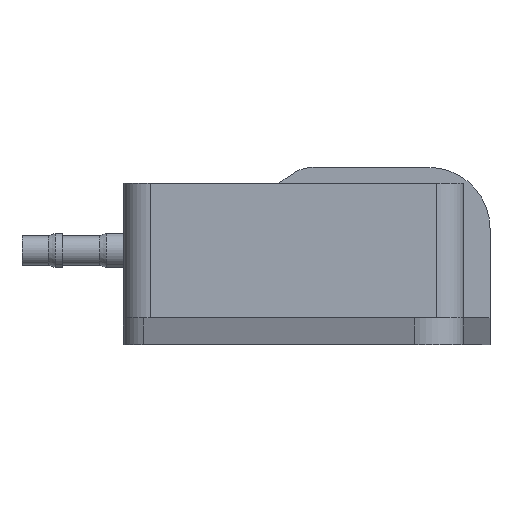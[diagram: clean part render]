
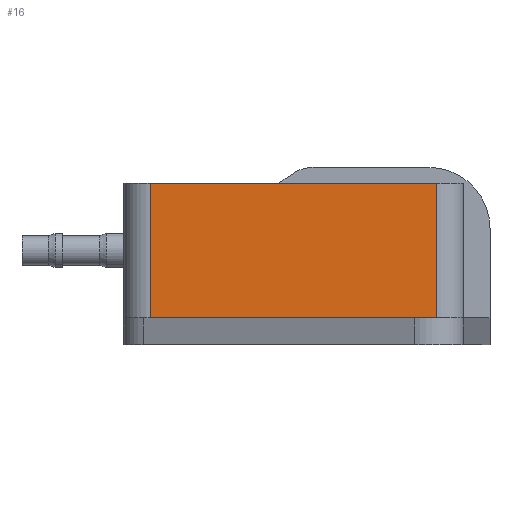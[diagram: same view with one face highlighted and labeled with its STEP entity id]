
A CAD part, front view. The second image highlights one B-rep face of the part: STEP entity #16.
In plain terms, the highlighted planar face has unit normal (0, -1, 0).
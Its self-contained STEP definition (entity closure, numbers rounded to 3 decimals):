
#16 = ADVANCED_FACE ( 'NONE', ( #1306 ), #923, .F. ) ;
#38 = EDGE_CURVE ( 'NONE', #1072, #557, #896, .T. ) ;
#91 = EDGE_CURVE ( 'NONE', #1077, #1098, #1317, .T. ) ;
#174 = EDGE_CURVE ( 'NONE', #1077, #1072, #2377, .T. ) ;
#204 = EDGE_CURVE ( 'NONE', #1098, #557, #2112, .T. ) ;
#362 = ORIENTED_EDGE ( 'NONE', *, *, #174, .T. ) ;
#412 = ORIENTED_EDGE ( 'NONE', *, *, #38, .T. ) ;
#460 = EDGE_LOOP ( 'NONE', ( #412, #512, #532, #362 ) ) ;
#512 = ORIENTED_EDGE ( 'NONE', *, *, #204, .F. ) ;
#532 = ORIENTED_EDGE ( 'NONE', *, *, #91, .F. ) ;
#557 = VERTEX_POINT ( 'NONE', #2016 ) ;
#608 = VECTOR ( 'NONE', #2416, 1000. ) ;
#736 = CARTESIAN_POINT ( 'NONE',  ( -11.7, -7.95, 5.5 ) ) ;
#777 = DIRECTION ( 'NONE',  ( 1., 0., 0. ) ) ;
#802 = CARTESIAN_POINT ( 'NONE',  ( -11.7, -7.95, -5.5 ) ) ;
#824 = DIRECTION ( 'NONE',  ( 0., 1., 0. ) ) ;
#841 = DIRECTION ( 'NONE',  ( 0., 0., 1. ) ) ;
#896 = LINE ( 'NONE', #802, #3092 ) ;
#923 = PLANE ( 'NONE',  #1292 ) ;
#1072 = VERTEX_POINT ( 'NONE', #1837 ) ;
#1077 = VERTEX_POINT ( 'NONE', #1828 ) ;
#1098 = VERTEX_POINT ( 'NONE', #1917 ) ;
#1292 = AXIS2_PLACEMENT_3D ( 'NONE', #736, #824, #841 ) ;
#1306 = FACE_OUTER_BOUND ( 'NONE', #460, .T. ) ;
#1317 = LINE ( 'NONE', #1445, #2990 ) ;
#1445 = CARTESIAN_POINT ( 'NONE',  ( -11.7, -7.95, 5.5 ) ) ;
#1450 = DIRECTION ( 'NONE',  ( 1., 0., 0. ) ) ;
#1828 = CARTESIAN_POINT ( 'NONE',  ( -11.7, -7.95, 5.5 ) ) ;
#1837 = CARTESIAN_POINT ( 'NONE',  ( -11.7, -7.95, -5.5 ) ) ;
#1917 = CARTESIAN_POINT ( 'NONE',  ( 11.7, -7.95, 5.5 ) ) ;
#2016 = CARTESIAN_POINT ( 'NONE',  ( 11.7, -7.95, -5.5 ) ) ;
#2041 = DIRECTION ( 'NONE',  ( 0., 0., -1. ) ) ;
#2104 = CARTESIAN_POINT ( 'NONE',  ( 11.7, -7.95, 5.5 ) ) ;
#2112 = LINE ( 'NONE', #2104, #2915 ) ;
#2377 = LINE ( 'NONE', #2383, #608 ) ;
#2383 = CARTESIAN_POINT ( 'NONE',  ( -11.7, -7.95, 5.5 ) ) ;
#2416 = DIRECTION ( 'NONE',  ( 0., 0., -1. ) ) ;
#2915 = VECTOR ( 'NONE', #2041, 1000. ) ;
#2990 = VECTOR ( 'NONE', #1450, 1000. ) ;
#3092 = VECTOR ( 'NONE', #777, 1000. ) ;
